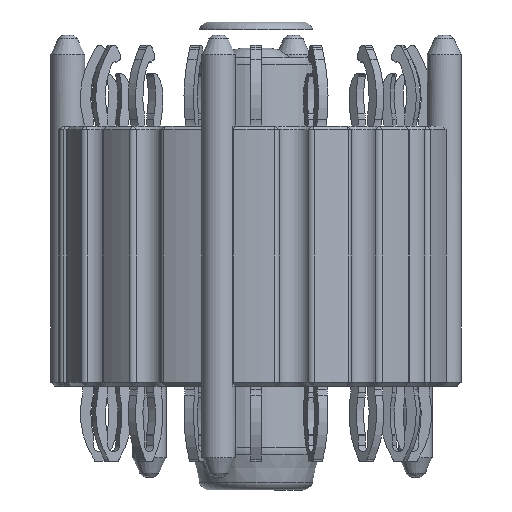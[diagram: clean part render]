
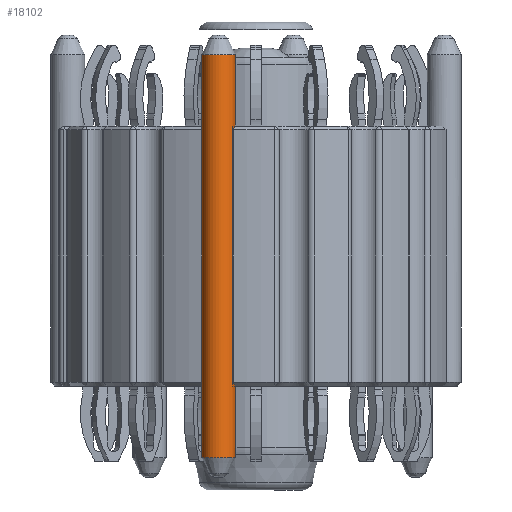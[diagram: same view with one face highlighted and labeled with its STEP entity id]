
A CAD part, left-side view. The second image highlights one B-rep face of the part: STEP entity #18102.
In plain terms, the highlighted cylindrical face has radius 0.65 mm (diameter 1.3 mm), a full revolution.
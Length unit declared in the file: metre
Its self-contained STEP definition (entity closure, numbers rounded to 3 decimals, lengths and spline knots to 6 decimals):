
#44=B_SPLINE_CURVE_WITH_KNOTS('',3,(#30582,#30583,#30584,#30585),
 .UNSPECIFIED.,.F.,.F.,(4,4),(-0.033604,-0.013329),
 .UNSPECIFIED.);
#51=B_SPLINE_CURVE_WITH_KNOTS('',3,(#30962,#30963,#30964,#30965),
 .UNSPECIFIED.,.F.,.F.,(4,4),(-0.238256,-0.217981),
 .UNSPECIFIED.);
#58=B_SPLINE_CURVE_WITH_KNOTS('',3,(#31634,#31635,#31636,#31637),
 .UNSPECIFIED.,.F.,.F.,(4,4),(-0.258871,-0.238596),
 .UNSPECIFIED.);
#61=B_SPLINE_CURVE_WITH_KNOTS('',3,(#31730,#31731,#31732,#31733),
 .UNSPECIFIED.,.F.,.F.,(4,4),(-0.463524,-0.443249),
 .UNSPECIFIED.);
#671=CYLINDRICAL_SURFACE('',#20241,0.00065);
#2189=LINE('',#31253,#3689);
#2191=LINE('',#31265,#3691);
#2238=LINE('',#31737,#3738);
#2239=LINE('',#31739,#3739);
#3689=VECTOR('',#25585,1.);
#3691=VECTOR('',#25603,1.);
#3738=VECTOR('',#25982,0.00065);
#3739=VECTOR('',#25985,0.00065);
#4706=FACE_OUTER_BOUND('',#5720,.T.);
#5720=EDGE_LOOP('',(#16525,#16526,#16527,#16528,#16529,#16530,#16531,#16532,
#16533,#16534,#16535,#16536,#16537,#16538,#16539,#16540,#16541));
#5786=CIRCLE('',#18154,0.00065);
#5787=CIRCLE('',#18155,0.00065);
#6786=CIRCLE('',#19994,0.00065);
#6887=CIRCLE('',#20178,0.00065);
#6888=CIRCLE('',#20179,0.00065);
#6925=CIRCLE('',#20242,0.00065);
#6926=CIRCLE('',#20243,0.00065);
#6957=VERTEX_POINT('',#26100);
#6958=VERTEX_POINT('',#26102);
#6959=VERTEX_POINT('',#26104);
#8445=VERTEX_POINT('',#30581);
#8553=VERTEX_POINT('',#30961);
#8560=VERTEX_POINT('',#30994);
#8613=VERTEX_POINT('',#31252);
#8615=VERTEX_POINT('',#31264);
#8660=VERTEX_POINT('',#31486);
#8661=VERTEX_POINT('',#31487);
#8673=VERTEX_POINT('',#31632);
#8694=VERTEX_POINT('',#31729);
#8695=VERTEX_POINT('',#31736);
#8722=EDGE_CURVE('',#6957,#6958,#5786,.F.);
#8723=EDGE_CURVE('',#6958,#6959,#5787,.F.);
#10936=EDGE_CURVE('',#8445,#6959,#44,.T.);
#11110=EDGE_CURVE('',#6957,#8553,#51,.T.);
#11125=EDGE_CURVE('',#8560,#8560,#6786,.T.);
#11214=EDGE_CURVE('',#8445,#8613,#2189,.F.);
#11220=EDGE_CURVE('',#8615,#8553,#2191,.T.);
#11308=EDGE_CURVE('',#8660,#8661,#6887,.T.);
#11309=EDGE_CURVE('',#8661,#8660,#6888,.T.);
#11330=EDGE_CURVE('',#8615,#8673,#58,.T.);
#11371=EDGE_CURVE('',#8694,#8613,#61,.T.);
#11373=EDGE_CURVE('',#8661,#8695,#2238,.T.);
#11374=EDGE_CURVE('',#8694,#8695,#6925,.F.);
#11375=EDGE_CURVE('',#6958,#8560,#2239,.T.);
#11376=EDGE_CURVE('',#8695,#8673,#6926,.F.);
#16525=ORIENTED_EDGE('',*,*,#11308,.F.);
#16526=ORIENTED_EDGE('',*,*,#11309,.F.);
#16527=ORIENTED_EDGE('',*,*,#11373,.T.);
#16528=ORIENTED_EDGE('',*,*,#11374,.F.);
#16529=ORIENTED_EDGE('',*,*,#11371,.T.);
#16530=ORIENTED_EDGE('',*,*,#11214,.F.);
#16531=ORIENTED_EDGE('',*,*,#10936,.T.);
#16532=ORIENTED_EDGE('',*,*,#8723,.F.);
#16533=ORIENTED_EDGE('',*,*,#11375,.T.);
#16534=ORIENTED_EDGE('',*,*,#11125,.F.);
#16535=ORIENTED_EDGE('',*,*,#11375,.F.);
#16536=ORIENTED_EDGE('',*,*,#8722,.F.);
#16537=ORIENTED_EDGE('',*,*,#11110,.T.);
#16538=ORIENTED_EDGE('',*,*,#11220,.F.);
#16539=ORIENTED_EDGE('',*,*,#11330,.T.);
#16540=ORIENTED_EDGE('',*,*,#11376,.F.);
#16541=ORIENTED_EDGE('',*,*,#11373,.F.);
#18102=ADVANCED_FACE('',(#4706),#671,.T.);
#18154=AXIS2_PLACEMENT_3D('',#26103,#20317,#20318);
#18155=AXIS2_PLACEMENT_3D('',#26105,#20319,#20320);
#19994=AXIS2_PLACEMENT_3D('',#30995,#25387,#25388);
#20178=AXIS2_PLACEMENT_3D('',#31488,#25831,#25832);
#20179=AXIS2_PLACEMENT_3D('',#31489,#25833,#25834);
#20241=AXIS2_PLACEMENT_3D('',#31735,#25980,#25981);
#20242=AXIS2_PLACEMENT_3D('',#31738,#25983,#25984);
#20243=AXIS2_PLACEMENT_3D('',#31740,#25986,#25987);
#20317=DIRECTION('center_axis',(0.,0.,-1.));
#20318=DIRECTION('ref_axis',(0.,1.,0.));
#20319=DIRECTION('center_axis',(0.,0.,-1.));
#20320=DIRECTION('ref_axis',(0.,1.,0.));
#25387=DIRECTION('center_axis',(0.,0.,-1.));
#25388=DIRECTION('ref_axis',(-1.,0.,0.));
#25585=DIRECTION('',(0.,0.,-1.));
#25603=DIRECTION('',(0.,0.,-1.));
#25831=DIRECTION('center_axis',(0.,0.,1.));
#25832=DIRECTION('ref_axis',(-1.,0.,0.));
#25833=DIRECTION('center_axis',(0.,0.,1.));
#25834=DIRECTION('ref_axis',(-1.,0.,0.));
#25980=DIRECTION('center_axis',(0.,0.,1.));
#25981=DIRECTION('ref_axis',(-1.,0.,0.));
#25982=DIRECTION('',(0.,0.,-1.));
#25983=DIRECTION('center_axis',(0.,0.,1.));
#25984=DIRECTION('ref_axis',(0.,-1.,0.));
#25985=DIRECTION('',(0.,0.,-1.));
#25986=DIRECTION('center_axis',(0.,0.,1.));
#25987=DIRECTION('ref_axis',(0.,-1.,0.));
#26100=CARTESIAN_POINT('',(0.042594,0.025812,-0.008));
#26102=CARTESIAN_POINT('',(0.04341,0.02644,-0.008));
#26103=CARTESIAN_POINT('Origin',(0.04276,0.02644,
-0.008));
#26104=CARTESIAN_POINT('',(0.042847,0.027084,-0.008));
#26105=CARTESIAN_POINT('Origin',(0.04276,0.02644,
-0.008));
#30581=CARTESIAN_POINT('',(0.042692,0.027087,-0.00785));
#30582=CARTESIAN_POINT('Ctrl Pts',(0.042692,0.027087,
-0.00785));
#30583=CARTESIAN_POINT('Ctrl Pts',(0.042745,0.027092,
-0.007899));
#30584=CARTESIAN_POINT('Ctrl Pts',(0.042797,0.027091,
-0.00795));
#30585=CARTESIAN_POINT('Ctrl Pts',(0.042847,0.027084,
-0.008));
#30961=CARTESIAN_POINT('',(0.04245,0.025869,-0.00785));
#30962=CARTESIAN_POINT('Ctrl Pts',(0.042594,0.025812,
-0.008));
#30963=CARTESIAN_POINT('Ctrl Pts',(0.042546,0.025824,
-0.00795));
#30964=CARTESIAN_POINT('Ctrl Pts',(0.042497,0.025843,
-0.007899));
#30965=CARTESIAN_POINT('Ctrl Pts',(0.04245,0.025869,
-0.00785));
#30994=CARTESIAN_POINT('',(0.04341,0.02644,-0.01075));
#30995=CARTESIAN_POINT('Origin',(0.04276,0.02644,
-0.01075));
#31252=CARTESIAN_POINT('',(0.042692,0.027087,0.00185));
#31253=CARTESIAN_POINT('',(0.042692,0.027087,-0.0015));
#31264=CARTESIAN_POINT('',(0.04245,0.025869,0.00185));
#31265=CARTESIAN_POINT('',(0.04245,0.025869,-0.0015));
#31486=CARTESIAN_POINT('',(0.04211,0.02644,0.00475));
#31487=CARTESIAN_POINT('',(0.04341,0.02644,0.00475));
#31488=CARTESIAN_POINT('Origin',(0.04276,0.02644,
0.00475));
#31489=CARTESIAN_POINT('Origin',(0.04276,0.02644,
0.00475));
#31632=CARTESIAN_POINT('',(0.042594,0.025812,0.002));
#31634=CARTESIAN_POINT('Ctrl Pts',(0.04245,0.025869,
0.00185));
#31635=CARTESIAN_POINT('Ctrl Pts',(0.042497,0.025843,
0.001899));
#31636=CARTESIAN_POINT('Ctrl Pts',(0.042546,0.025824,
0.00195));
#31637=CARTESIAN_POINT('Ctrl Pts',(0.042594,0.025812,
0.002));
#31729=CARTESIAN_POINT('',(0.042847,0.027084,0.002));
#31730=CARTESIAN_POINT('Ctrl Pts',(0.042847,0.027084,
0.002));
#31731=CARTESIAN_POINT('Ctrl Pts',(0.042797,0.027091,
0.00195));
#31732=CARTESIAN_POINT('Ctrl Pts',(0.042745,0.027092,
0.001899));
#31733=CARTESIAN_POINT('Ctrl Pts',(0.042692,0.027087,
0.00185));
#31735=CARTESIAN_POINT('Origin',(0.04276,0.02644,
-0.00775));
#31736=CARTESIAN_POINT('',(0.04341,0.02644,0.002));
#31737=CARTESIAN_POINT('',(0.04341,0.02644,-0.00775));
#31738=CARTESIAN_POINT('Origin',(0.04276,0.02644,
0.002));
#31739=CARTESIAN_POINT('',(0.04341,0.02644,-0.00775));
#31740=CARTESIAN_POINT('Origin',(0.04276,0.02644,
0.002));
